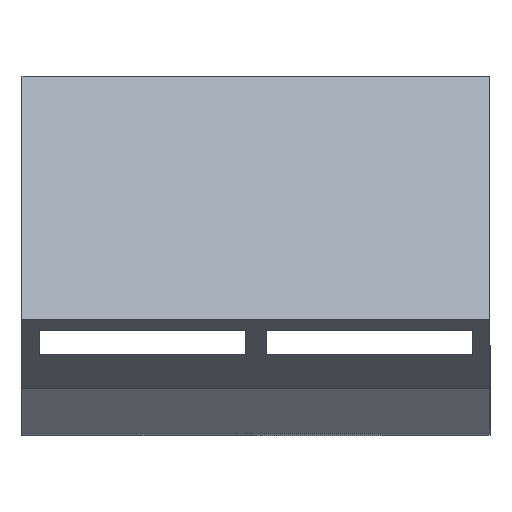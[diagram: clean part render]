
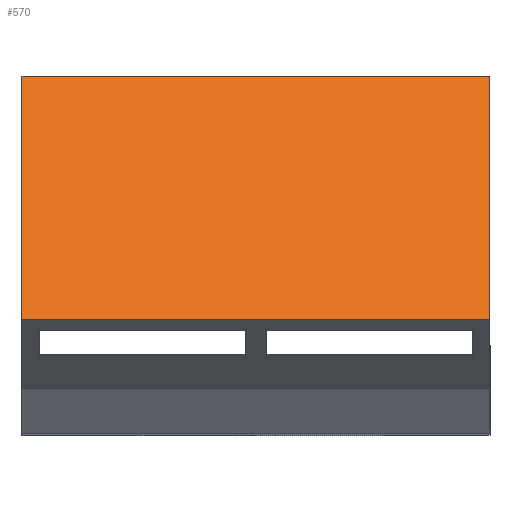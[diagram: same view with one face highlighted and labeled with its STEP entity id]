
A CAD part, top view. The second image highlights one B-rep face of the part: STEP entity #570.
In plain terms, the highlighted planar face has unit normal (0, 0.643, 0.766).
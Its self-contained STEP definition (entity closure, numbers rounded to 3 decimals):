
#32=PLANE('',#629);
#60=FACE_OUTER_BOUND('',#92,.T.);
#92=EDGE_LOOP('',(#490,#491,#492,#493));
#116=LINE('',#830,#186);
#156=LINE('',#919,#226);
#157=LINE('',#922,#227);
#158=LINE('',#923,#228);
#186=VECTOR('',#673,10.);
#226=VECTOR('',#749,10.);
#227=VECTOR('',#752,10.);
#228=VECTOR('',#753,10.);
#268=VERTEX_POINT('',#827);
#269=VERTEX_POINT('',#829);
#300=VERTEX_POINT('',#917);
#301=VERTEX_POINT('',#921);
#323=EDGE_CURVE('',#269,#268,#116,.T.);
#369=EDGE_CURVE('',#300,#268,#156,.T.);
#370=EDGE_CURVE('',#301,#269,#157,.T.);
#371=EDGE_CURVE('',#300,#301,#158,.T.);
#490=ORIENTED_EDGE('',*,*,#370,.T.);
#491=ORIENTED_EDGE('',*,*,#323,.T.);
#492=ORIENTED_EDGE('',*,*,#369,.F.);
#493=ORIENTED_EDGE('',*,*,#371,.T.);
#570=ADVANCED_FACE('',(#60),#32,.F.);
#629=AXIS2_PLACEMENT_3D('',#920,#750,#751);
#673=DIRECTION('',(0.,-0.766,0.643));
#749=DIRECTION('',(-1.,0.,0.));
#750=DIRECTION('center_axis',(0.,-0.643,-0.766));
#751=DIRECTION('ref_axis',(-1.,0.,0.));
#752=DIRECTION('',(-1.,0.,0.));
#753=DIRECTION('',(0.,0.766,-0.643));
#827=CARTESIAN_POINT('',(-21.1,4.609,29.558));
#829=CARTESIAN_POINT('',(-21.1,16.,20.));
#830=CARTESIAN_POINT('',(-21.1,16.,20.));
#917=CARTESIAN_POINT('',(0.8,4.609,29.558));
#919=CARTESIAN_POINT('',(0.8,4.609,29.558));
#920=CARTESIAN_POINT('Origin',(-21.1,16.,20.));
#921=CARTESIAN_POINT('',(0.8,16.,20.));
#922=CARTESIAN_POINT('',(0.8,16.,20.));
#923=CARTESIAN_POINT('',(0.8,4.609,29.558));
